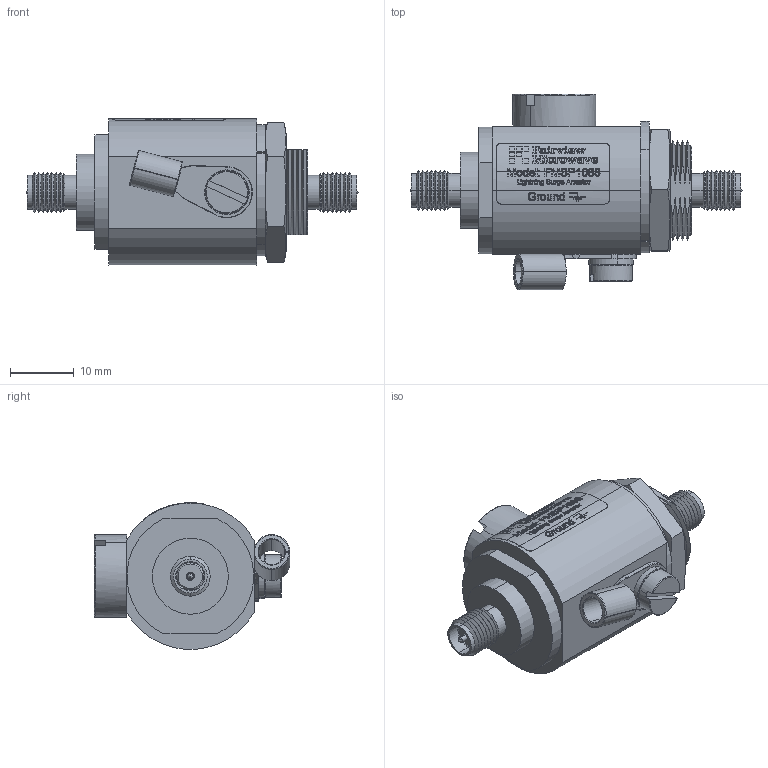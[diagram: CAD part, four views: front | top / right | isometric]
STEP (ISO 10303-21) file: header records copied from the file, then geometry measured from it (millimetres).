
FILE_DESCRIPTION (( 'STEP AP214' ), '1' );
FILE_NAME ('FMSP1068.STEP', '2021-01-06T19:03:05', ( '' ), ( '' ), 'SwSTEP 2.0', 'SolidWorks 2020', '' );
FILE_SCHEMA (( 'AUTOMOTIVE_DESIGN' ));
Length unit declared in the file: inch
Products named in the file (14): AL6-RSPRSJBW-9-MA2.step; FMSP1068; AL6-RSPRSJBW-9-MA1.step; 2003-3609_Curved; AL6-RSPRSJBW-20; AL6-RSPRSJBW-9-MA11.step; AL6-RSPRSJBW-9-MA5.step; AL6-RSPRSJBW-9-MA9.step; AL6-RSPRSJBW-9-MA7.step; AL6-RSPRSJBW-9-MA4.step; AL6-RSPRSJBW-9-MA6.step; AL6-RSPRSJBW-9-MA8.step; AL6-RSPRSJBW-9-MA10.step; AL6-RSPRSJBW-9.step
Assembly tree (13 placements, depth 3):
  FMSP1068
    AL6-RSPRSJBW-9.step
      AL6-RSPRSJBW-9-MA1.step
      AL6-RSPRSJBW-9-MA2.step
      AL6-RSPRSJBW-9-MA5.step
      AL6-RSPRSJBW-9-MA4.step
      AL6-RSPRSJBW-9-MA6.step
      AL6-RSPRSJBW-9-MA8.step
      AL6-RSPRSJBW-9-MA7.step
      AL6-RSPRSJBW-9-MA9.step
      AL6-RSPRSJBW-9-MA10.step
      AL6-RSPRSJBW-9-MA11.step
    2003-3609_Curved
    AL6-RSPRSJBW-20
Bounding box: 52.15 x 30.71 x 23.01 mm (x, y, z)
Volume: 12942.7 mm3; surface area: 7571.8 mm2
Topology: 12 solids, 12 shells, 1547 faces, 4030 edges, 2600 vertices
Faces by surface type: plane 557, bspline 440, cylinder 293, cone 166, torus 91
Entity records: 85042 total; most frequent: CARTESIAN_POINT 36507, ORIENTED_EDGE 8052, DIRECTION 5702, EDGE_CURVE 4026, VERTEX_POINT 2600, AXIS2_PLACEMENT_3D 2189, EDGE_LOOP 1652, B_SPLINE_CURVE_WITH_KNOTS 1635
